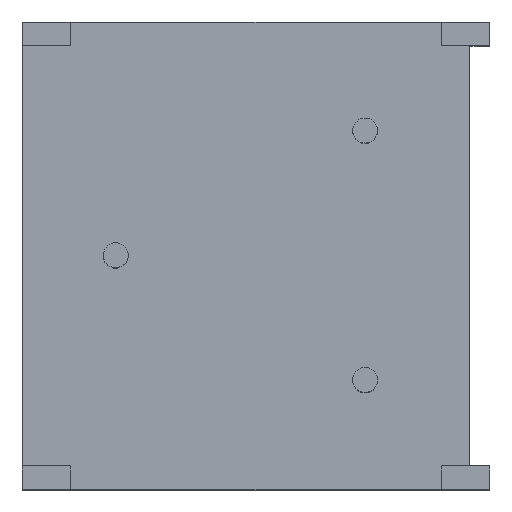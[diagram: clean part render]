
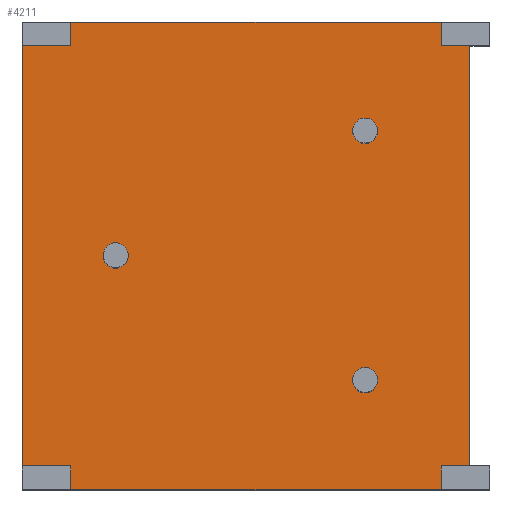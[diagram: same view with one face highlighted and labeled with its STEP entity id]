
A CAD part, top view. The second image highlights one B-rep face of the part: STEP entity #4211.
In plain terms, the highlighted planar face has unit normal (0, 0, 1).
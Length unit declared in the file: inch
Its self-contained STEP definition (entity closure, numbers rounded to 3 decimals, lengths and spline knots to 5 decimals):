
#18=DIRECTION('',(-1.,0.,0.));
#19=VECTOR('',#18,0.023);
#20=CARTESIAN_POINT('',(0.174,-0.1685,0.));
#21=LINE('',#20,#19);
#26=DIRECTION('',(0.,1.,0.));
#27=VECTOR('',#26,0.019);
#28=CARTESIAN_POINT('',(0.151,-0.1875,0.));
#29=LINE('',#28,#27);
#33=DIRECTION('',(0.,1.,0.));
#34=VECTOR('',#33,0.019);
#35=CARTESIAN_POINT('',(-0.146,-0.1875,0.));
#36=LINE('',#35,#34);
#40=DIRECTION('',(1.,0.,0.));
#41=VECTOR('',#40,0.039);
#42=CARTESIAN_POINT('',(-0.185,-0.1685,0.));
#43=LINE('',#42,#41);
#47=DIRECTION('',(0.,1.,0.));
#48=VECTOR('',#47,0.337);
#49=CARTESIAN_POINT('',(-0.185,-0.1685,0.));
#50=LINE('',#49,#48);
#54=DIRECTION('',(1.,0.,0.));
#55=VECTOR('',#54,0.039);
#56=CARTESIAN_POINT('',(-0.185,0.1685,0.));
#57=LINE('',#56,#55);
#61=DIRECTION('',(0.,-1.,0.));
#62=VECTOR('',#61,0.019);
#63=CARTESIAN_POINT('',(-0.146,0.1875,0.));
#64=LINE('',#63,#62);
#68=DIRECTION('',(0.,-1.,0.));
#69=VECTOR('',#68,0.019);
#70=CARTESIAN_POINT('',(0.151,0.1875,0.));
#71=LINE('',#70,#69);
#75=DIRECTION('',(-1.,0.,0.));
#76=VECTOR('',#75,0.023);
#77=CARTESIAN_POINT('',(0.174,0.1685,0.));
#78=LINE('',#77,#76);
#82=CARTESIAN_POINT('',(0.09,-0.1,0.));
#83=DIRECTION('',(0.,0.,1.));
#84=DIRECTION('',(-1.,0.,0.));
#85=AXIS2_PLACEMENT_3D('',#82,#83,#84);
#97=CARTESIAN_POINT('',(0.09,-0.1,0.));
#98=DIRECTION('',(0.,0.,1.));
#99=DIRECTION('',(1.,0.,0.));
#100=AXIS2_PLACEMENT_3D('',#97,#98,#99);
#128=CARTESIAN_POINT('',(-0.11,0.,0.));
#129=DIRECTION('',(0.,0.,1.));
#130=DIRECTION('',(-1.,0.,0.));
#131=AXIS2_PLACEMENT_3D('',#128,#129,#130);
#143=CARTESIAN_POINT('',(-0.11,0.,0.));
#144=DIRECTION('',(0.,0.,1.));
#145=DIRECTION('',(1.,0.,0.));
#146=AXIS2_PLACEMENT_3D('',#143,#144,#145);
#174=CARTESIAN_POINT('',(0.09,0.1,0.));
#175=DIRECTION('',(0.,0.,1.));
#176=DIRECTION('',(-1.,0.,0.));
#177=AXIS2_PLACEMENT_3D('',#174,#175,#176);
#189=CARTESIAN_POINT('',(0.09,0.1,0.));
#190=DIRECTION('',(0.,0.,1.));
#191=DIRECTION('',(1.,0.,0.));
#192=AXIS2_PLACEMENT_3D('',#189,#190,#191);
#220=DIRECTION('',(0.,1.,0.));
#221=VECTOR('',#220,0.337);
#222=CARTESIAN_POINT('',(0.174,-0.1685,0.));
#223=LINE('',#222,#221);
#262=DIRECTION('',(-1.,0.,0.));
#263=VECTOR('',#262,0.297);
#264=CARTESIAN_POINT('',(0.151,0.1875,0.));
#265=LINE('',#264,#263);
#332=DIRECTION('',(1.,0.,0.));
#333=VECTOR('',#332,0.297);
#334=CARTESIAN_POINT('',(-0.146,-0.1875,0.));
#335=LINE('',#334,#333);
#3580=CARTESIAN_POINT('',(0.151,0.1875,0.));
#3581=CARTESIAN_POINT('',(0.151,0.1685,0.));
#3582=VERTEX_POINT('',#3580);
#3583=VERTEX_POINT('',#3581);
#3584=CARTESIAN_POINT('',(0.174,0.1685,0.));
#3585=VERTEX_POINT('',#3584);
#3586=CARTESIAN_POINT('',(-0.146,0.1875,0.));
#3587=CARTESIAN_POINT('',(-0.146,0.1685,0.));
#3588=VERTEX_POINT('',#3586);
#3589=VERTEX_POINT('',#3587);
#3590=CARTESIAN_POINT('',(-0.185,0.1685,0.));
#3591=VERTEX_POINT('',#3590);
#3592=CARTESIAN_POINT('',(-0.146,-0.1875,0.));
#3593=CARTESIAN_POINT('',(-0.146,-0.1685,0.));
#3594=VERTEX_POINT('',#3592);
#3595=VERTEX_POINT('',#3593);
#3596=CARTESIAN_POINT('',(-0.185,-0.1685,0.));
#3597=VERTEX_POINT('',#3596);
#3598=CARTESIAN_POINT('',(0.151,-0.1875,0.));
#3599=CARTESIAN_POINT('',(0.151,-0.1685,0.));
#3600=VERTEX_POINT('',#3598);
#3601=VERTEX_POINT('',#3599);
#3602=CARTESIAN_POINT('',(0.174,-0.1685,0.));
#3603=VERTEX_POINT('',#3602);
#4142=CARTESIAN_POINT('',(0.08,0.1,0.));
#4143=CARTESIAN_POINT('',(0.1,0.1,0.));
#4144=VERTEX_POINT('',#4142);
#4145=VERTEX_POINT('',#4143);
#4146=CARTESIAN_POINT('',(-0.12,0.,0.));
#4147=CARTESIAN_POINT('',(-0.1,0.,0.));
#4148=VERTEX_POINT('',#4146);
#4149=VERTEX_POINT('',#4147);
#4150=CARTESIAN_POINT('',(0.08,-0.1,0.));
#4151=CARTESIAN_POINT('',(0.1,-0.1,0.));
#4152=VERTEX_POINT('',#4150);
#4153=VERTEX_POINT('',#4151);
#4162=CARTESIAN_POINT('',(0.,0.,0.));
#4163=DIRECTION('',(0.,0.,-1.));
#4164=DIRECTION('',(1.,0.,0.));
#4165=AXIS2_PLACEMENT_3D('',#4162,#4163,#4164);
#4166=PLANE('',#4165);
#4168=ORIENTED_EDGE('',*,*,#4167,.F.);
#4170=ORIENTED_EDGE('',*,*,#4169,.T.);
#4172=ORIENTED_EDGE('',*,*,#4171,.F.);
#4174=ORIENTED_EDGE('',*,*,#4173,.F.);
#4176=ORIENTED_EDGE('',*,*,#4175,.T.);
#4178=ORIENTED_EDGE('',*,*,#4177,.F.);
#4180=ORIENTED_EDGE('',*,*,#4179,.T.);
#4182=ORIENTED_EDGE('',*,*,#4181,.T.);
#4184=ORIENTED_EDGE('',*,*,#4183,.F.);
#4186=ORIENTED_EDGE('',*,*,#4185,.F.);
#4188=ORIENTED_EDGE('',*,*,#4187,.T.);
#4190=ORIENTED_EDGE('',*,*,#4189,.F.);
#4191=EDGE_LOOP('',(#4168,#4170,#4172,#4174,#4176,#4178,#4180,#4182,#4184,#4186,
#4188,#4190));
#4192=FACE_OUTER_BOUND('',#4191,.F.);
#4194=ORIENTED_EDGE('',*,*,#4193,.T.);
#4196=ORIENTED_EDGE('',*,*,#4195,.T.);
#4197=EDGE_LOOP('',(#4194,#4196));
#4198=FACE_BOUND('',#4197,.F.);
#4200=ORIENTED_EDGE('',*,*,#4199,.T.);
#4202=ORIENTED_EDGE('',*,*,#4201,.T.);
#4203=EDGE_LOOP('',(#4200,#4202));
#4204=FACE_BOUND('',#4203,.F.);
#4206=ORIENTED_EDGE('',*,*,#4205,.T.);
#4208=ORIENTED_EDGE('',*,*,#4207,.T.);
#4209=EDGE_LOOP('',(#4206,#4208));
#4210=FACE_BOUND('',#4209,.F.);
#86=CIRCLE('',#85,0.01);
#101=CIRCLE('',#100,0.01);
#132=CIRCLE('',#131,0.01);
#147=CIRCLE('',#146,0.01);
#178=CIRCLE('',#177,0.01);
#193=CIRCLE('',#192,0.01);
#4167=EDGE_CURVE('',#3603,#3585,#223,.T.);
#4169=EDGE_CURVE('',#3603,#3601,#21,.T.);
#4171=EDGE_CURVE('',#3600,#3601,#29,.T.);
#4173=EDGE_CURVE('',#3594,#3600,#335,.T.);
#4175=EDGE_CURVE('',#3594,#3595,#36,.T.);
#4177=EDGE_CURVE('',#3597,#3595,#43,.T.);
#4179=EDGE_CURVE('',#3597,#3591,#50,.T.);
#4181=EDGE_CURVE('',#3591,#3589,#57,.T.);
#4183=EDGE_CURVE('',#3588,#3589,#64,.T.);
#4185=EDGE_CURVE('',#3582,#3588,#265,.T.);
#4187=EDGE_CURVE('',#3582,#3583,#71,.T.);
#4189=EDGE_CURVE('',#3585,#3583,#78,.T.);
#4193=EDGE_CURVE('',#4148,#4149,#132,.T.);
#4195=EDGE_CURVE('',#4149,#4148,#147,.T.);
#4199=EDGE_CURVE('',#4144,#4145,#178,.T.);
#4201=EDGE_CURVE('',#4145,#4144,#193,.T.);
#4205=EDGE_CURVE('',#4152,#4153,#86,.T.);
#4207=EDGE_CURVE('',#4153,#4152,#101,.T.);
#4211=ADVANCED_FACE('',(#4192,#4198,#4204,#4210),#4166,.F.);
